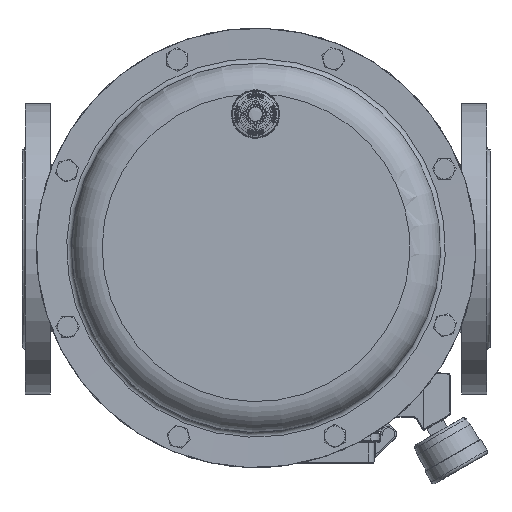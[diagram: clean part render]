
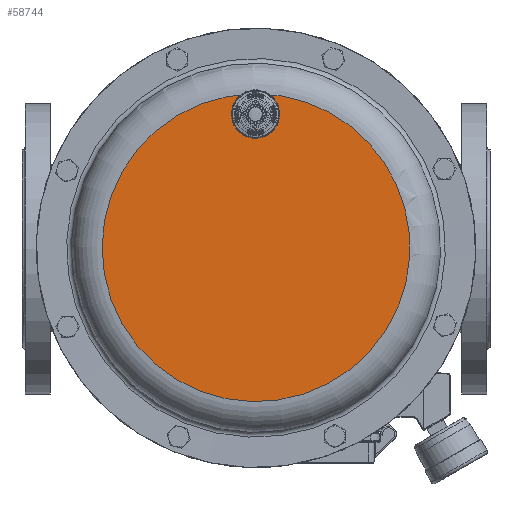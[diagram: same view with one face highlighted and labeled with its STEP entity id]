
A CAD part, top view. The second image highlights one B-rep face of the part: STEP entity #58744.
In plain terms, the highlighted planar face has unit normal (0, 0, 1).
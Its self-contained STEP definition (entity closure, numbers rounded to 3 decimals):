
#3448=PLANE('',#63687);
#7589=FACE_OUTER_BOUND('',#11045,.T.);
#11045=EDGE_LOOP('',(#47168,#47169,#47170,#47171));
#13678=CIRCLE('',#62909,13.05);
#13714=CIRCLE('',#62952,98.);
#13716=CIRCLE('',#62954,98.);
#13908=CIRCLE('',#63223,13.05);
#24694=VERTEX_POINT('',#113794);
#24695=VERTEX_POINT('',#113802);
#24782=VERTEX_POINT('',#115327);
#24783=VERTEX_POINT('',#115329);
#31808=EDGE_CURVE('',#24694,#24695,#13678,.T.);
#31906=EDGE_CURVE('',#24782,#24783,#13714,.T.);
#31908=EDGE_CURVE('',#24694,#24782,#13716,.T.);
#32181=EDGE_CURVE('',#24695,#24783,#13908,.T.);
#47168=ORIENTED_EDGE('',*,*,#31908,.F.);
#47169=ORIENTED_EDGE('',*,*,#31808,.T.);
#47170=ORIENTED_EDGE('',*,*,#32181,.T.);
#47171=ORIENTED_EDGE('',*,*,#31906,.F.);
#58744=ADVANCED_FACE('',(#7589),#3448,.F.);
#62909=AXIS2_PLACEMENT_3D('',#113809,#73760,#73761);
#62952=AXIS2_PLACEMENT_3D('',#115330,#73856,#73857);
#62954=AXIS2_PLACEMENT_3D('',#115332,#73860,#73861);
#63223=AXIS2_PLACEMENT_3D('',#115924,#74463,#74464);
#63687=AXIS2_PLACEMENT_3D('',#117968,#75617,#75618);
#73760=DIRECTION('center_axis',(0.,0.,
-1.));
#73761=DIRECTION('ref_axis',(-0.925,0.379,0.));
#73856=DIRECTION('center_axis',(0.,0.,
-1.));
#73857=DIRECTION('ref_axis',(-0.925,0.379,0.));
#73860=DIRECTION('center_axis',(0.,0.,
-1.));
#73861=DIRECTION('ref_axis',(-0.925,0.379,0.));
#74463=DIRECTION('center_axis',(0.,0.,
-1.));
#74464=DIRECTION('ref_axis',(-0.925,0.379,0.));
#75617=DIRECTION('center_axis',(0.,0.,
-1.));
#75618=DIRECTION('ref_axis',(-0.925,0.379,0.));
#113794=CARTESIAN_POINT('',(0.812,97.997,393.));
#113802=CARTESIAN_POINT('',(-0.304,71.95,393.));
#113809=CARTESIAN_POINT('Origin',(-0.359,85.,393.));
#115327=CARTESIAN_POINT('',(90.698,-37.12,393.));
#115329=CARTESIAN_POINT('',(-1.639,97.987,393.));
#115330=CARTESIAN_POINT('Origin',(0.,0.001,
393.));
#115332=CARTESIAN_POINT('Origin',(0.,0.001,
393.));
#115924=CARTESIAN_POINT('Origin',(-0.359,85.,393.));
#117968=CARTESIAN_POINT('Origin',(0.,0.001,
393.));
